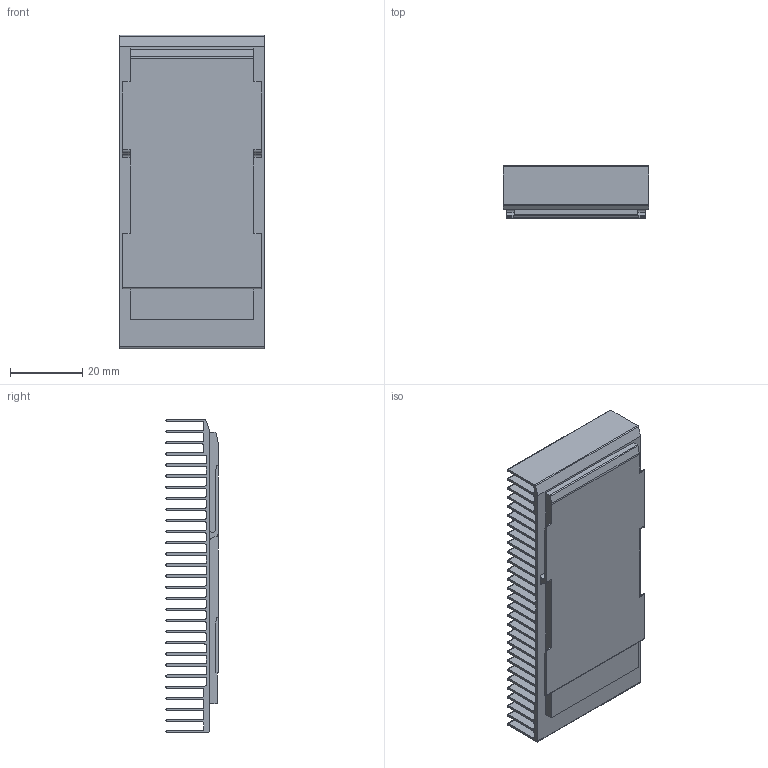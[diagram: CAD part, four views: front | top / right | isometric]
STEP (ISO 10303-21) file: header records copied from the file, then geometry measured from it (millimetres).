
FILE_DESCRIPTION (( 'STEP AP214' ), '1' );
FILE_NAME ('05-00324--A117499-001.STEP', '2020-04-21T16:08:31', ( '' ), ( '' ), 'SwSTEP 2.0', 'SolidWorks 2018', '' );
FILE_SCHEMA (( 'AUTOMOTIVE_DESIGN' ));
Length unit declared in the file: millimetre
Products named in the file (2): 05-00324--A117499-001
Bounding box: 40.2 x 14.4 x 86.6 mm (x, y, z)
Volume: 17945.3 mm3; surface area: 33304.9 mm2
Topology: 1 solids, 1 shells, 283 faces, 840 edges, 560 vertices
Faces by surface type: plane 146, cylinder 137
Entity records: 9599 total; most frequent: DIRECTION 1686, CARTESIAN_POINT 1685, ORIENTED_EDGE 1680, EDGE_CURVE 840, VECTOR 564, LINE 564, AXIS2_PLACEMENT_3D 561, VERTEX_POINT 560
